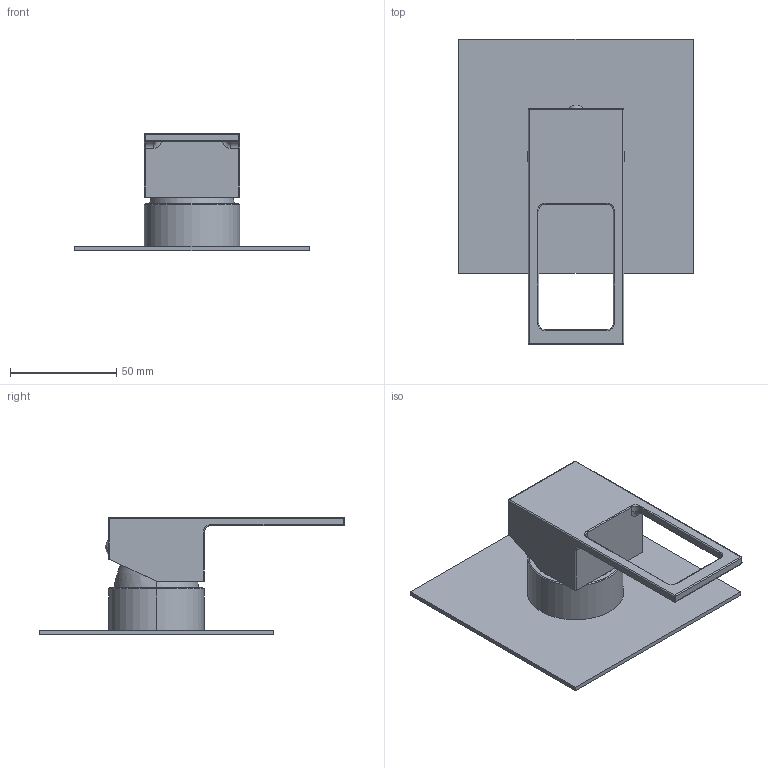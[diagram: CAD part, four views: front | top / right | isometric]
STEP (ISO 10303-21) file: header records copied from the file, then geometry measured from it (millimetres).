
FILE_DESCRIPTION((''),'2;1');
FILE_NAME('EF010CRM','2021-01-13T16:31:50',('ut3'),('PAFFONI SpA'),'CREO PARAMETRIC BY PTC INC, 2020044','CREO PARAMETRIC BY PTC INC, 2020044','');
FILE_SCHEMA(('CONFIG_CONTROL_DESIGN','SHAPE_APPEARANCE_LAYERS_GROUPS'));
Length unit declared in the file: millimetre
Products named in the file (1): EF010CRM
Bounding box: 110 x 143.5 x 55.1 mm (x, y, z)
Volume: 64516.3 mm3; surface area: 58667.9 mm2
Topology: 2 solids, 2 shells, 851 faces, 2286 edges, 1455 vertices
Faces by surface type: plane 549, cylinder 188, torus 74, cone 30, sphere 8, bspline 2
Entity records: 34176 total; most frequent: CARTESIAN_POINT 7014, ORIENTED_EDGE 4568, DIRECTION 4238, EDGE_CURVE 2284, VERTEX_POINT 1455, AXIS2_PLACEMENT_3D 1427, VECTOR 1384, LINE 1384
